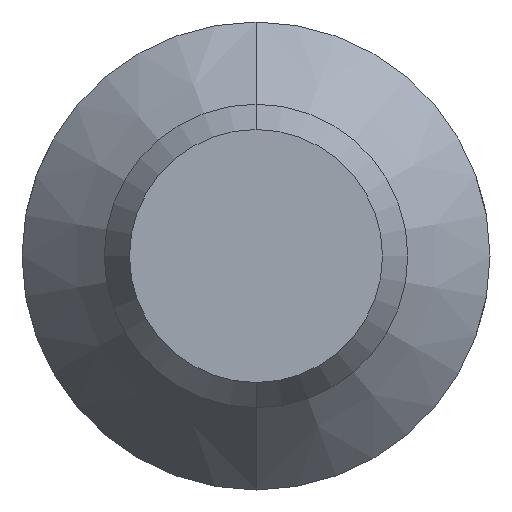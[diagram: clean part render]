
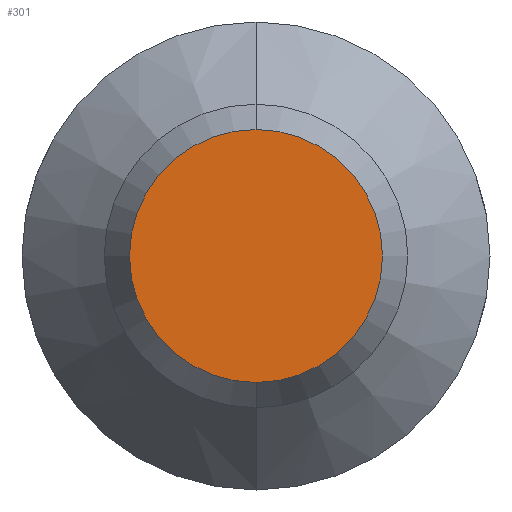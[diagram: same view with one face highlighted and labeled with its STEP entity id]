
A CAD part, front view. The second image highlights one B-rep face of the part: STEP entity #301.
In plain terms, the highlighted planar face has unit normal (0, -1, 0).
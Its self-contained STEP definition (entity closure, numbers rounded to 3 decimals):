
#2 = CIRCLE ( 'NONE', #299, 5. ) ;
#31 = DIRECTION ( 'NONE',  ( 0., -1., 0. ) ) ;
#37 = CARTESIAN_POINT ( 'NONE',  ( 0., 0., -5. ) ) ;
#64 = DIRECTION ( 'NONE',  ( 0., 0., 1. ) ) ;
#71 = ORIENTED_EDGE ( 'NONE', *, *, #97, .T. ) ;
#97 = EDGE_CURVE ( 'NONE', #118, #328, #2, .T. ) ;
#106 = DIRECTION ( 'NONE',  ( 0., 0., 1. ) ) ;
#113 = AXIS2_PLACEMENT_3D ( 'NONE', #260, #202, #228 ) ;
#118 = VERTEX_POINT ( 'NONE', #37 ) ;
#140 = PLANE ( 'NONE',  #113 ) ;
#143 = CARTESIAN_POINT ( 'NONE',  ( 0., 0., 5. ) ) ;
#202 = DIRECTION ( 'NONE',  ( 0., 1., 0. ) ) ;
#228 = DIRECTION ( 'NONE',  ( 0., 0., 1. ) ) ;
#254 = CARTESIAN_POINT ( 'NONE',  ( 0., 0., 0. ) ) ;
#259 = CIRCLE ( 'NONE', #317, 5. ) ;
#260 = CARTESIAN_POINT ( 'NONE',  ( -6., 0., 0. ) ) ;
#273 = EDGE_LOOP ( 'NONE', ( #401, #71 ) ) ;
#292 = FACE_OUTER_BOUND ( 'NONE', #273, .T. ) ;
#299 = AXIS2_PLACEMENT_3D ( 'NONE', #254, #379, #106 ) ;
#301 = ADVANCED_FACE ( 'NONE', ( #292 ), #140, .F. ) ;
#317 = AXIS2_PLACEMENT_3D ( 'NONE', #367, #31, #64 ) ;
#328 = VERTEX_POINT ( 'NONE', #143 ) ;
#365 = EDGE_CURVE ( 'NONE', #328, #118, #259, .T. ) ;
#367 = CARTESIAN_POINT ( 'NONE',  ( 0., 0., 0. ) ) ;
#379 = DIRECTION ( 'NONE',  ( 0., -1., 0. ) ) ;
#401 = ORIENTED_EDGE ( 'NONE', *, *, #365, .T. ) ;
